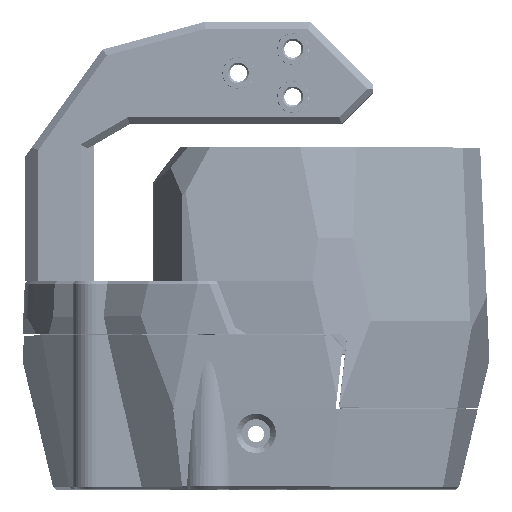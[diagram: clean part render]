
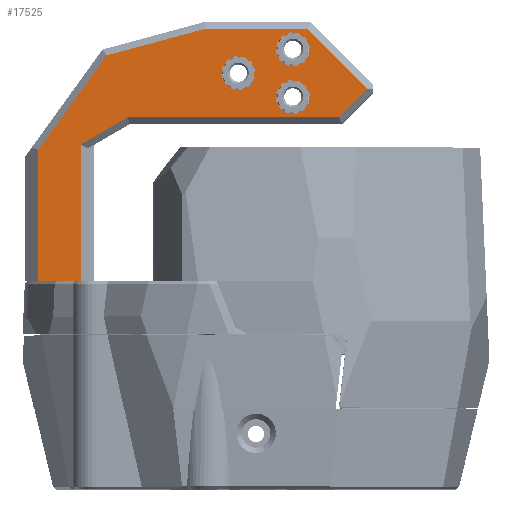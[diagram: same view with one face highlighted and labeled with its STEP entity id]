
A CAD part, top view. The second image highlights one B-rep face of the part: STEP entity #17525.
In plain terms, the highlighted planar face has unit normal (0, 0, 1).
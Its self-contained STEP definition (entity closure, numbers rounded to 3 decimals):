
#643=FACE_BOUND('',#3008,.T.);
#644=FACE_BOUND('',#3009,.T.);
#645=FACE_BOUND('',#3010,.T.);
#1390=PLANE('',#18780);
#2011=FACE_OUTER_BOUND('',#3007,.T.);
#3007=EDGE_LOOP('',(#13715,#13716,#13717,#13718,#13719,#13720,#13721,#13722,
#13723,#13724));
#3008=EDGE_LOOP('',(#13725));
#3009=EDGE_LOOP('',(#13726));
#3010=EDGE_LOOP('',(#13727));
#4371=LINE('',#26548,#6059);
#4373=LINE('',#26552,#6061);
#4377=LINE('',#26559,#6065);
#4378=LINE('',#26561,#6066);
#4379=LINE('',#26563,#6067);
#4380=LINE('',#26565,#6068);
#4381=LINE('',#26567,#6069);
#4382=LINE('',#26569,#6070);
#4383=LINE('',#26571,#6071);
#4384=LINE('',#26572,#6072);
#6059=VECTOR('',#21398,10.);
#6061=VECTOR('',#21402,10.);
#6065=VECTOR('',#21408,10.);
#6066=VECTOR('',#21409,10.);
#6067=VECTOR('',#21410,10.);
#6068=VECTOR('',#21411,10.);
#6069=VECTOR('',#21412,10.);
#6070=VECTOR('',#21413,10.);
#6071=VECTOR('',#21414,10.);
#6072=VECTOR('',#21415,10.);
#7234=CIRCLE('',#18781,2.35);
#7235=CIRCLE('',#18782,2.35);
#7236=CIRCLE('',#18783,2.35);
#8103=VERTEX_POINT('',#26545);
#8104=VERTEX_POINT('',#26547);
#8105=VERTEX_POINT('',#26551);
#8107=VERTEX_POINT('',#26558);
#8108=VERTEX_POINT('',#26560);
#8109=VERTEX_POINT('',#26562);
#8110=VERTEX_POINT('',#26564);
#8111=VERTEX_POINT('',#26566);
#8112=VERTEX_POINT('',#26568);
#8113=VERTEX_POINT('',#26570);
#8114=VERTEX_POINT('',#26573);
#8115=VERTEX_POINT('',#26575);
#8116=VERTEX_POINT('',#26577);
#10148=EDGE_CURVE('',#8103,#8104,#4371,.T.);
#10150=EDGE_CURVE('',#8104,#8105,#4373,.T.);
#10154=EDGE_CURVE('',#8107,#8103,#4377,.T.);
#10155=EDGE_CURVE('',#8108,#8107,#4378,.T.);
#10156=EDGE_CURVE('',#8109,#8108,#4379,.T.);
#10157=EDGE_CURVE('',#8110,#8109,#4380,.T.);
#10158=EDGE_CURVE('',#8111,#8110,#4381,.T.);
#10159=EDGE_CURVE('',#8111,#8112,#4382,.T.);
#10160=EDGE_CURVE('',#8113,#8112,#4383,.T.);
#10161=EDGE_CURVE('',#8105,#8113,#4384,.T.);
#10162=EDGE_CURVE('',#8114,#8114,#7234,.T.);
#10163=EDGE_CURVE('',#8115,#8115,#7235,.T.);
#10164=EDGE_CURVE('',#8116,#8116,#7236,.T.);
#13715=ORIENTED_EDGE('',*,*,#10148,.F.);
#13716=ORIENTED_EDGE('',*,*,#10154,.F.);
#13717=ORIENTED_EDGE('',*,*,#10155,.F.);
#13718=ORIENTED_EDGE('',*,*,#10156,.F.);
#13719=ORIENTED_EDGE('',*,*,#10157,.F.);
#13720=ORIENTED_EDGE('',*,*,#10158,.F.);
#13721=ORIENTED_EDGE('',*,*,#10159,.T.);
#13722=ORIENTED_EDGE('',*,*,#10160,.F.);
#13723=ORIENTED_EDGE('',*,*,#10161,.F.);
#13724=ORIENTED_EDGE('',*,*,#10150,.F.);
#13725=ORIENTED_EDGE('',*,*,#10162,.T.);
#13726=ORIENTED_EDGE('',*,*,#10163,.T.);
#13727=ORIENTED_EDGE('',*,*,#10164,.T.);
#17525=ADVANCED_FACE('',(#2011,#643,#644,#645),#1390,.T.);
#18780=AXIS2_PLACEMENT_3D('',#26557,#21406,#21407);
#18781=AXIS2_PLACEMENT_3D('',#26574,#21416,#21417);
#18782=AXIS2_PLACEMENT_3D('',#26576,#21418,#21419);
#18783=AXIS2_PLACEMENT_3D('',#26578,#21420,#21421);
#21398=DIRECTION('',(-0.707,-0.707,0.));
#21402=DIRECTION('',(-1.,0.,0.));
#21406=DIRECTION('center_axis',(0.,0.,
1.));
#21407=DIRECTION('ref_axis',(1.,0.,0.));
#21408=DIRECTION('',(0.707,-0.707,0.));
#21409=DIRECTION('',(1.,0.,0.));
#21410=DIRECTION('',(0.965,0.261,0.));
#21411=DIRECTION('',(0.586,0.811,0.));
#21412=DIRECTION('',(0.,1.,0.));
#21413=DIRECTION('',(1.,0.,0.));
#21414=DIRECTION('',(0.,-1.,0.));
#21415=DIRECTION('',(-0.866,-0.5,0.));
#21416=DIRECTION('center_axis',(0.,0.,
-1.));
#21417=DIRECTION('ref_axis',(1.,0.,0.));
#21418=DIRECTION('center_axis',(0.,0.,
-1.));
#21419=DIRECTION('ref_axis',(1.,0.,0.));
#21420=DIRECTION('center_axis',(0.,0.,
-1.));
#21421=DIRECTION('ref_axis',(-1.,0.,0.));
#26545=CARTESIAN_POINT('',(16.58,50.652,106.035));
#26547=CARTESIAN_POINT('',(12.378,46.45,106.035));
#26548=CARTESIAN_POINT('',(16.337,50.409,106.035));
#26551=CARTESIAN_POINT('',(-18.652,46.45,106.035));
#26552=CARTESIAN_POINT('',(6.096,46.45,106.035));
#26557=CARTESIAN_POINT('Origin',(13.095,51.75,106.035));
#26558=CARTESIAN_POINT('',(7.782,59.45,106.035));
#26559=CARTESIAN_POINT('',(8.314,58.918,106.035));
#26560=CARTESIAN_POINT('',(-7.271,59.45,106.035));
#26561=CARTESIAN_POINT('',(-2.904,59.45,106.035));
#26562=CARTESIAN_POINT('',(-21.755,55.529,106.035));
#26563=CARTESIAN_POINT('',(-14.44,57.509,106.035));
#26564=CARTESIAN_POINT('',(-31.772,41.661,106.035));
#26565=CARTESIAN_POINT('',(-22.488,54.515,106.035));
#26566=CARTESIAN_POINT('',(-31.772,22.4,106.035));
#26567=CARTESIAN_POINT('',(-31.772,37.675,106.035));
#26568=CARTESIAN_POINT('',(-25.58,22.4,106.035));
#26569=CARTESIAN_POINT('',(-37.042,22.4,106.035));
#26570=CARTESIAN_POINT('',(-25.58,42.45,106.035));
#26571=CARTESIAN_POINT('',(-25.58,47.7,106.035));
#26572=CARTESIAN_POINT('',(-9.768,51.579,106.035));
#26573=CARTESIAN_POINT('',(3.246,56.45,106.035));
#26574=CARTESIAN_POINT('Origin',(5.596,56.45,106.035));
#26575=CARTESIAN_POINT('',(3.246,49.45,106.035));
#26576=CARTESIAN_POINT('Origin',(5.596,49.45,106.035));
#26577=CARTESIAN_POINT('',(-0.054,52.95,106.035));
#26578=CARTESIAN_POINT('Origin',(-2.404,52.95,106.035));
